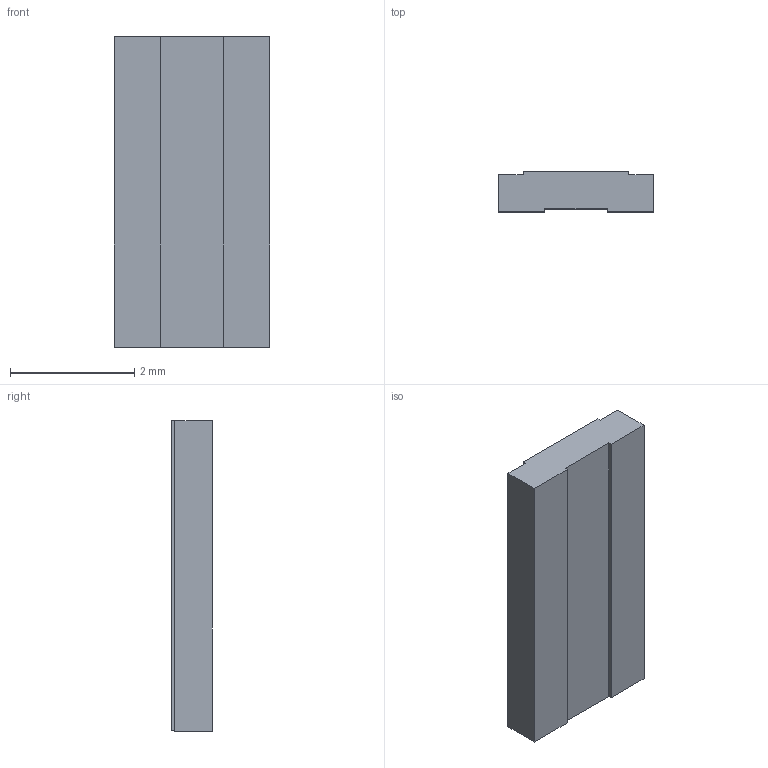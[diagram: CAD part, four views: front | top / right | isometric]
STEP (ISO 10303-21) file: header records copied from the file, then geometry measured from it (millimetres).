
FILE_DESCRIPTION (( 'STEP AP214' ), '1' );
FILE_NAME ('R1020.STEP', '2019-05-10T13:40:49', ( '' ), ( '' ), 'SwSTEP 2.0', 'SolidWorks 2018', '' );
FILE_SCHEMA (( 'AUTOMOTIVE_DESIGN' ));
Length unit declared in the file: millimetre
Products named in the file (1): R1020
Bounding box: 2.5 x 0.65 x 5 mm (x, y, z)
Volume: 7.7 mm3; surface area: 35.1 mm2
Topology: 1 solids, 1 shells, 85 faces, 223 edges, 148 vertices
Faces by surface type: plane 50, bspline 35
Entity records: 4660 total; most frequent: CARTESIAN_POINT 2668, ORIENTED_EDGE 446, DIRECTION 255, EDGE_CURVE 223, LINE 153, VECTOR 153, VERTEX_POINT 148, EDGE_LOOP 93
